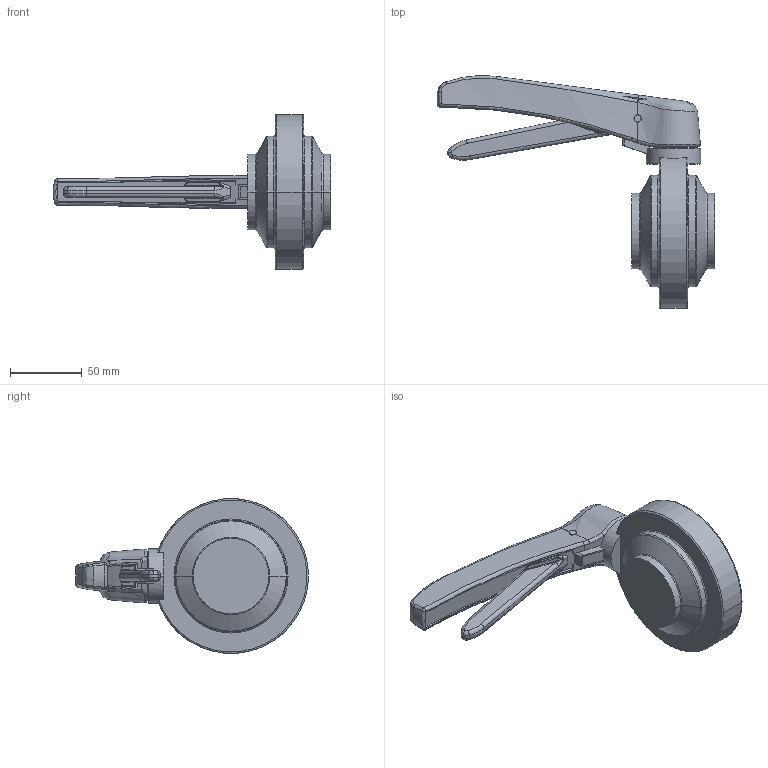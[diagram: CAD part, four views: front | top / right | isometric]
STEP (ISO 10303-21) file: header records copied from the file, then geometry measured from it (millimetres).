
FILE_DESCRIPTION (( 'STEP AP214' ), '1' );
FILE_NAME ('4301050xxx-xxx.STEP', '2012-12-04T07:52:19', ( 'Install' ), ( '' ), 'SwSTEP 2.0', 'SolidWorks 2011', '' );
FILE_SCHEMA (( 'AUTOMOTIVE_DESIGN' ));
Length unit declared in the file: millimetre
Products named in the file (1): 4301050xxx-xxx
Bounding box: 193.99 x 162.47 x 107.77 mm (x, y, z)
Volume: 435201.8 mm3; surface area: 55896.1 mm2
Topology: 1 solids, 1 shells, 202 faces, 517 edges, 316 vertices
Faces by surface type: bspline 71, cylinder 55, plane 46, torus 26, cone 4
Entity records: 11740 total; most frequent: CARTESIAN_POINT 7510, ORIENTED_EDGE 1018, DIRECTION 701, EDGE_CURVE 509, VERTEX_POINT 316, AXIS2_PLACEMENT_3D 288, EDGE_LOOP 211, FACE_OUTER_BOUND 202
